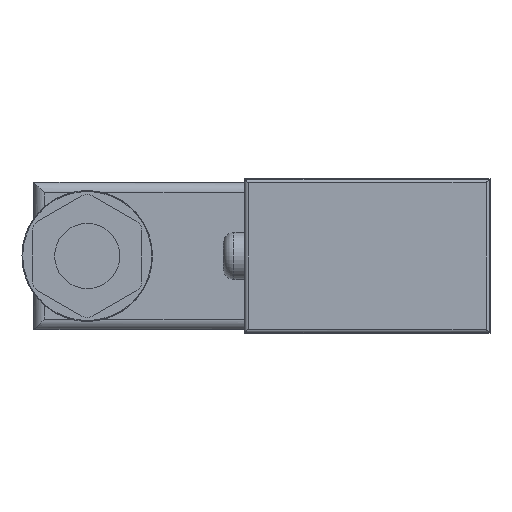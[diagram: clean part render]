
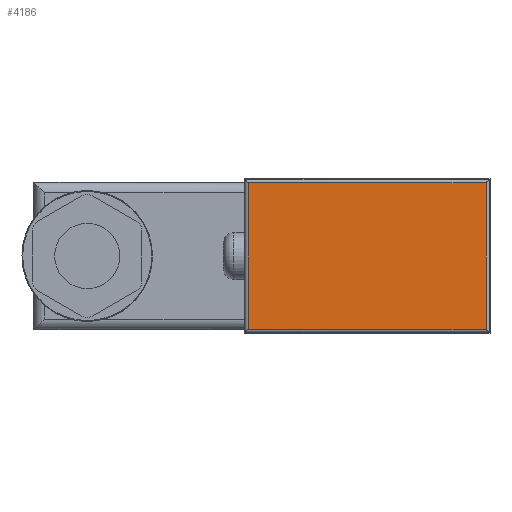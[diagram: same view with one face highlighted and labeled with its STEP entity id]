
A CAD part, left-side view. The second image highlights one B-rep face of the part: STEP entity #4186.
In plain terms, the highlighted planar face has unit normal (-1, 0, 0).
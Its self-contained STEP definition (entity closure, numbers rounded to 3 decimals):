
#267 = PLANE ( 'NONE',  #1167 ) ;
#732 = EDGE_CURVE ( 'NONE', #5288, #4504, #5481, .T. ) ;
#768 = DIRECTION ( 'NONE',  ( 0., 0., -1. ) ) ;
#807 = CARTESIAN_POINT ( 'NONE',  ( -31.7, 16.946, -10.942 ) ) ;
#1167 = AXIS2_PLACEMENT_3D ( 'NONE', #1679, #2626, #5698 ) ;
#1593 = EDGE_CURVE ( 'NONE', #5284, #3110, #2352, .T. ) ;
#1679 = CARTESIAN_POINT ( 'NONE',  ( -31.7, 0., 0. ) ) ;
#1985 = LINE ( 'NONE', #3701, #5399 ) ;
#2352 = LINE ( 'NONE', #4021, #3560 ) ;
#2357 = DIRECTION ( 'NONE',  ( 0., -1., 0. ) ) ;
#2530 = DIRECTION ( 'NONE',  ( 0., 1., 0. ) ) ;
#2568 = CARTESIAN_POINT ( 'NONE',  ( -31.7, -16.946, 10.446 ) ) ;
#2626 = DIRECTION ( 'NONE',  ( -1., 0., 0. ) ) ;
#2717 = FACE_OUTER_BOUND ( 'NONE', #3821, .T. ) ;
#2989 = CARTESIAN_POINT ( 'NONE',  ( -31.7, 17.442, 10.446 ) ) ;
#3110 = VERTEX_POINT ( 'NONE', #2568 ) ;
#3300 = VECTOR ( 'NONE', #768, 1000. ) ;
#3560 = VECTOR ( 'NONE', #3954, 1000. ) ;
#3563 = LINE ( 'NONE', #2989, #5739 ) ;
#3701 = CARTESIAN_POINT ( 'NONE',  ( -31.7, -17.442, -10.446 ) ) ;
#3821 = EDGE_LOOP ( 'NONE', ( #3855, #5148, #5105, #4238 ) ) ;
#3855 = ORIENTED_EDGE ( 'NONE', *, *, #1593, .T. ) ;
#3874 = EDGE_CURVE ( 'NONE', #4504, #5284, #1985, .T. ) ;
#3942 = CARTESIAN_POINT ( 'NONE',  ( -31.7, 16.946, 10.446 ) ) ;
#3954 = DIRECTION ( 'NONE',  ( 0., 0., 1. ) ) ;
#4021 = CARTESIAN_POINT ( 'NONE',  ( -31.7, -16.946, 10.942 ) ) ;
#4186 = ADVANCED_FACE ( 'NONE', ( #2717 ), #267, .T. ) ;
#4238 = ORIENTED_EDGE ( 'NONE', *, *, #3874, .T. ) ;
#4504 = VERTEX_POINT ( 'NONE', #4606 ) ;
#4606 = CARTESIAN_POINT ( 'NONE',  ( -31.7, 16.946, -10.446 ) ) ;
#5105 = ORIENTED_EDGE ( 'NONE', *, *, #732, .T. ) ;
#5148 = ORIENTED_EDGE ( 'NONE', *, *, #5204, .T. ) ;
#5204 = EDGE_CURVE ( 'NONE', #3110, #5288, #3563, .T. ) ;
#5228 = CARTESIAN_POINT ( 'NONE',  ( -31.7, -16.946, -10.446 ) ) ;
#5284 = VERTEX_POINT ( 'NONE', #5228 ) ;
#5288 = VERTEX_POINT ( 'NONE', #3942 ) ;
#5399 = VECTOR ( 'NONE', #2357, 1000. ) ;
#5481 = LINE ( 'NONE', #807, #3300 ) ;
#5698 = DIRECTION ( 'NONE',  ( 0., 0., 1. ) ) ;
#5739 = VECTOR ( 'NONE', #2530, 1000. ) ;
